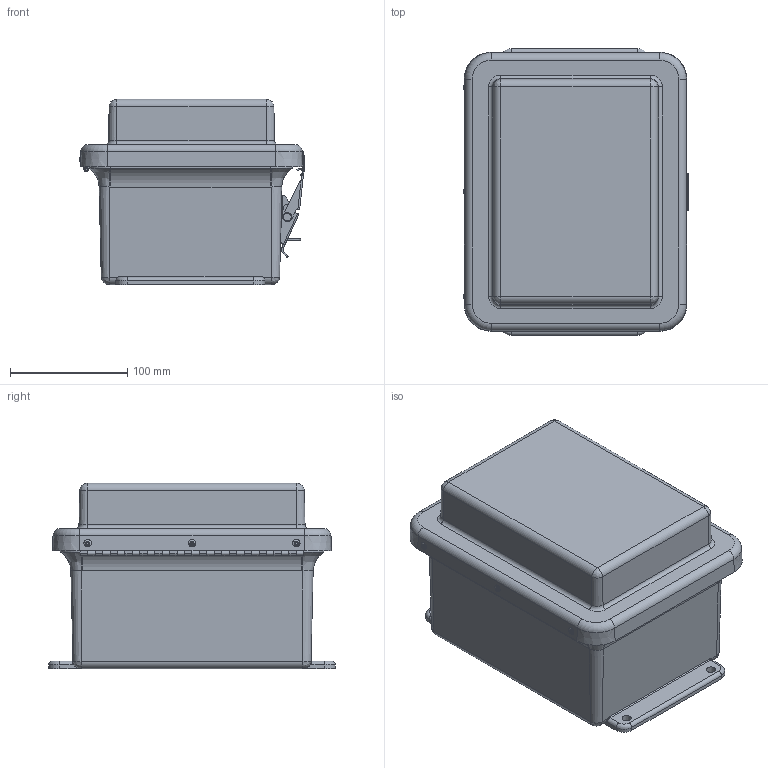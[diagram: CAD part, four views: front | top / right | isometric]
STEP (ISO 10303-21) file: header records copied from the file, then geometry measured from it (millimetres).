
FILE_DESCRIPTION(/* description */ (''),/* implementation_level */ '2;1');
FILE_NAME(/* name */ 'HW-RHJ80606CHQR.stp',/* time_stamp */ '2014-04-03T08:27:59-05:00',/* author */ ('jtigges'),/* organization */ (''),/* preprocessor_version */ 'ST-DEVELOPER v15.2',/* originating_system */ 'Autodesk Inventor 2014',/* authorisation */ '');
FILE_SCHEMA (('AUTOMOTIVE_DESIGN { 1 0 10303 214 3 1 1 }'));
Length unit declared in the file: inch
Products named in the file (24): J806HL_3; RMINS45821P_59; RMINS45821P_60; RMINS45821P_61; RMINS45821P_62; J806BHL; RMHINGCOV7.5; RMHINGPIN7.5; RMHINGBOX7.5; RMHING7.5(RJ806); RJ806HLCVR; GASKET_806; WP806HLU; RMRIV43; RMRIV44; RMKEEPSSL; Anchor Plate; Locking Layer; Hook blade; Hinge Pin_Lower; Hinge Pin_Upper; RMLATPLSSL; RJ806HPL_STP
Bounding box: 191.85 x 244.47 x 157.85 mm (x, y, z)
Volume: 797789.4 mm3; surface area: 444838.7 mm2
Topology: 25 solids, 25 shells, 745 faces, 1863 edges, 1196 vertices
Faces by surface type: plane 301, cylinder 292, torus 60, cone 48, bspline 44
Full cylindrical faces by diameter (mm): 2.159 x31, 2.64 x4, 3.048 x1, 3.175 x9, 3.302 x2, 3.327 x6, 3.429 x9, 3.556 x12, 3.861 x5, 3.962 x7, 4.306 x2, 5.537 x4, 6.35 x5, 6.858 x4, 7.62 x2, 9.525 x1
Entity records: 23168 total; most frequent: CARTESIAN_POINT 5511, DIRECTION 3795, ORIENTED_EDGE 3324, EDGE_CURVE 1662, AXIS2_PLACEMENT_3D 1462, VERTEX_POINT 1119, EDGE_LOOP 963, LINE 871
